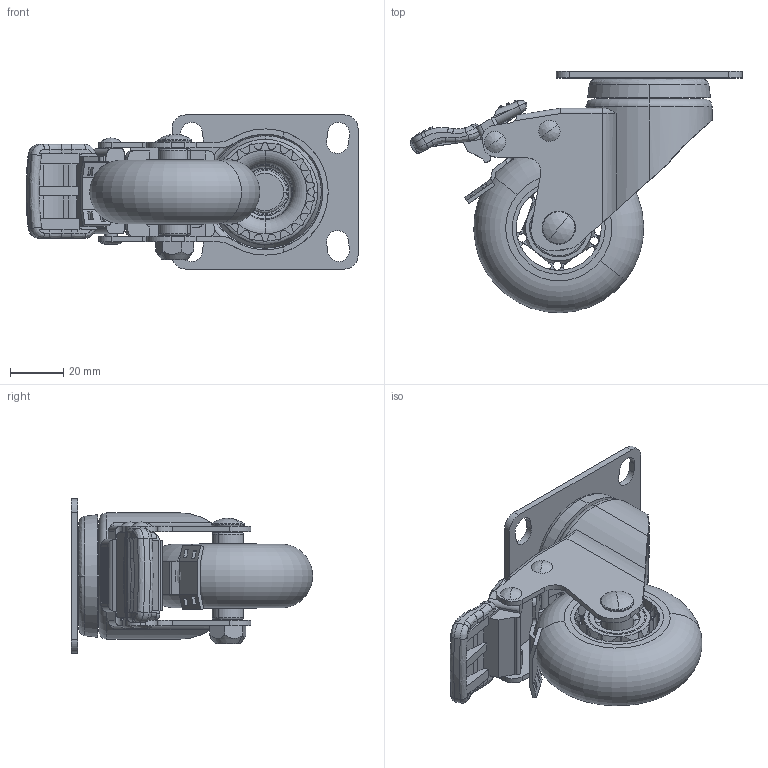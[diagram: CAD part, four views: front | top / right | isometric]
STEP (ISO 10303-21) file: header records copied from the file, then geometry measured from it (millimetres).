
FILE_DESCRIPTION (( 'STEP AP203' ), '1' );
FILE_NAME ('ACSU-64SFB.STEP', '2015-09-01T05:00:30', ( 'WON SINCHUL' ), ( 'Hewlett-Packard Company' ), 'SwSTEP 2.0', 'SolidWorks 2015', '' );
FILE_SCHEMA (( 'CONFIG_CONTROL_DESIGN' ));
Length unit declared in the file: millimetre
Products named in the file (1): ACSU-64SFB
Bounding box: 125 x 90.9 x 58 mm (x, y, z)
Volume: 115591.6 mm3; surface area: 81577.5 mm2
Topology: 21 solids, 21 shells, 1074 faces, 2932 edges, 1876 vertices
Faces by surface type: cylinder 425, plane 396, bspline 87, cone 83, torus 69, sphere 14
Entity records: 39370 total; most frequent: CARTESIAN_POINT 12415, ORIENTED_EDGE 5824, DIRECTION 5545, EDGE_CURVE 2912, AXIS2_PLACEMENT_3D 2132, VERTEX_POINT 1870, LINE 1281, VECTOR 1281
